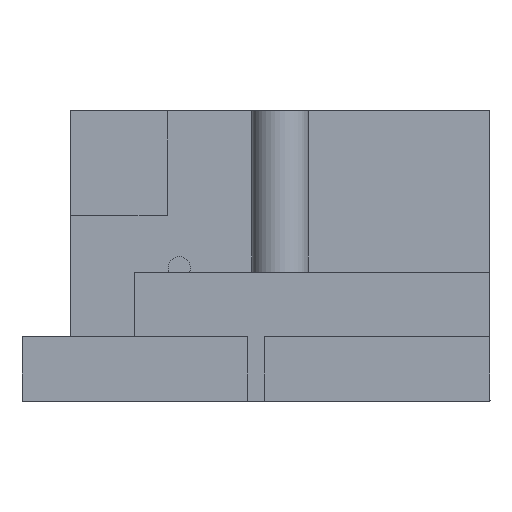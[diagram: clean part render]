
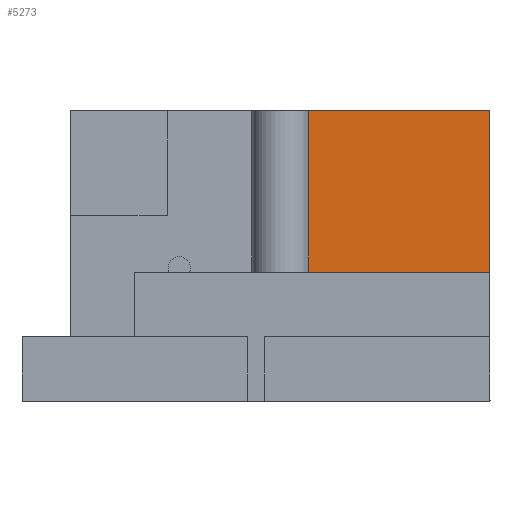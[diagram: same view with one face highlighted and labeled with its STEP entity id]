
A CAD part, left-side view. The second image highlights one B-rep face of the part: STEP entity #5273.
In plain terms, the highlighted planar face has unit normal (-1, 0, 0).
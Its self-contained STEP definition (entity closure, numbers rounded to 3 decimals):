
#55=PLANE('',#5608);
#321=FACE_OUTER_BOUND('',#609,.T.);
#609=EDGE_LOOP('',(#3668,#3669,#3670,#3671,#3672,#3673));
#938=LINE('',#7674,#1477);
#960=LINE('',#7930,#1499);
#961=LINE('',#7932,#1500);
#962=LINE('',#7933,#1501);
#963=LINE('',#7935,#1502);
#964=LINE('',#7936,#1503);
#1477=VECTOR('',#6101,10.);
#1499=VECTOR('',#6201,10.);
#1500=VECTOR('',#6202,10.);
#1501=VECTOR('',#6203,10.);
#1502=VECTOR('',#6204,10.);
#1503=VECTOR('',#6205,10.);
#2259=VERTEX_POINT('',#7671);
#2260=VERTEX_POINT('',#7673);
#2306=VERTEX_POINT('',#7928);
#2307=VERTEX_POINT('',#7929);
#2308=VERTEX_POINT('',#7931);
#2309=VERTEX_POINT('',#7934);
#2793=EDGE_CURVE('',#2259,#2260,#938,.T.);
#2850=EDGE_CURVE('',#2306,#2307,#960,.T.);
#2851=EDGE_CURVE('',#2308,#2307,#961,.T.);
#2852=EDGE_CURVE('',#2308,#2260,#962,.T.);
#2853=EDGE_CURVE('',#2309,#2259,#963,.T.);
#2854=EDGE_CURVE('',#2309,#2306,#964,.T.);
#3668=ORIENTED_EDGE('',*,*,#2850,.T.);
#3669=ORIENTED_EDGE('',*,*,#2851,.F.);
#3670=ORIENTED_EDGE('',*,*,#2852,.T.);
#3671=ORIENTED_EDGE('',*,*,#2793,.F.);
#3672=ORIENTED_EDGE('',*,*,#2853,.F.);
#3673=ORIENTED_EDGE('',*,*,#2854,.T.);
#5273=ADVANCED_FACE('',(#321),#55,.T.);
#5608=AXIS2_PLACEMENT_3D('',#7927,#6199,#6200);
#6101=DIRECTION('',(0.,0.,1.));
#6199=DIRECTION('center_axis',(-1.,0.,0.));
#6200=DIRECTION('ref_axis',(0.,0.,1.));
#6201=DIRECTION('',(0.,-1.,0.));
#6202=DIRECTION('',(0.,0.,-1.));
#6203=DIRECTION('',(0.,1.,0.));
#6204=DIRECTION('',(0.,1.,0.));
#6205=DIRECTION('',(0.,0.,1.));
#7671=CARTESIAN_POINT('',(-108.,-3.464,0.));
#7673=CARTESIAN_POINT('',(-108.,-3.464,36.));
#7674=CARTESIAN_POINT('',(-108.,-3.464,0.));
#7927=CARTESIAN_POINT('Origin',(-108.,0.,0.));
#7928=CARTESIAN_POINT('',(-108.,-21.,2.));
#7929=CARTESIAN_POINT('',(-108.,-26.,2.));
#7930=CARTESIAN_POINT('',(-108.,-21.,2.));
#7931=CARTESIAN_POINT('',(-108.,-26.,36.));
#7932=CARTESIAN_POINT('',(-108.,-26.,36.));
#7933=CARTESIAN_POINT('',(-108.,-26.,36.));
#7934=CARTESIAN_POINT('',(-108.,-21.,0.));
#7935=CARTESIAN_POINT('',(-108.,-21.,0.));
#7936=CARTESIAN_POINT('',(-108.,-21.,0.));
